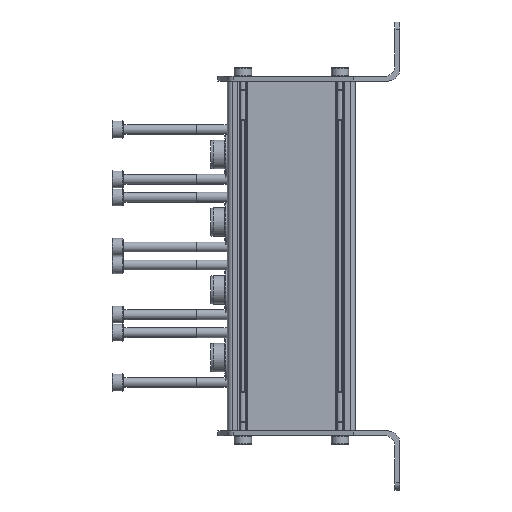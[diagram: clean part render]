
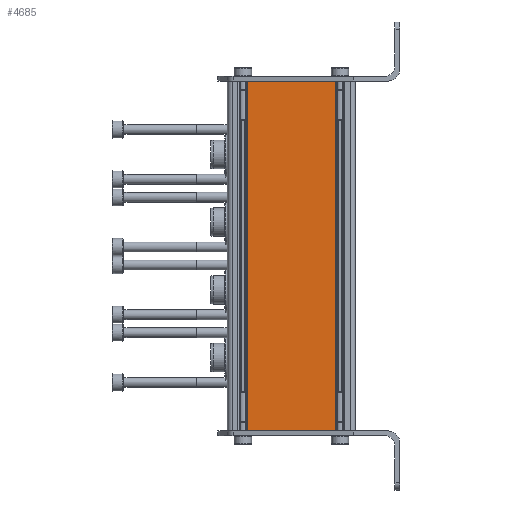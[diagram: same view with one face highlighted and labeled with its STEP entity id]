
A CAD part, left-side view. The second image highlights one B-rep face of the part: STEP entity #4685.
In plain terms, the highlighted planar face has unit normal (-1, 0, 0).
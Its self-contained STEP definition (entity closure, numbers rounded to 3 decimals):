
#310=LINE('',#7622,#640);
#311=LINE('',#7624,#641);
#312=LINE('',#7626,#642);
#313=LINE('',#7628,#643);
#640=VECTOR('',#6016,1000.);
#641=VECTOR('',#6019,1000.);
#642=VECTOR('',#6020,1000.);
#643=VECTOR('',#6021,1000.);
#874=PLANE('',#5133);
#1544=ORIENTED_EDGE('',*,*,#2759,.F.);
#1545=ORIENTED_EDGE('',*,*,#2758,.F.);
#1546=ORIENTED_EDGE('',*,*,#2760,.T.);
#1547=ORIENTED_EDGE('',*,*,#2761,.T.);
#2758=EDGE_CURVE('',#3333,#3332,#310,.T.);
#2759=EDGE_CURVE('',#3332,#3334,#311,.T.);
#2760=EDGE_CURVE('',#3333,#3335,#312,.T.);
#2761=EDGE_CURVE('',#3335,#3334,#313,.T.);
#3332=VERTEX_POINT('',#7619);
#3333=VERTEX_POINT('',#7621);
#3334=VERTEX_POINT('',#7625);
#3335=VERTEX_POINT('',#7627);
#3754=EDGE_LOOP('',(#1544,#1545,#1546,#1547));
#4166=FACE_BOUND('',#3754,.T.);
#4685=ADVANCED_FACE('',(#4166),#874,.T.);
#5133=AXIS2_PLACEMENT_3D('',#7623,#6017,#6018);
#6016=DIRECTION('',(0.,0.,1.));
#6017=DIRECTION('',(-1.,0.,0.));
#6018=DIRECTION('',(0.,0.,1.));
#6019=DIRECTION('',(0.,-1.,0.));
#6020=DIRECTION('',(0.,-1.,0.));
#6021=DIRECTION('',(0.,0.,1.));
#7619=CARTESIAN_POINT('',(-14.35,17.679,0.));
#7621=CARTESIAN_POINT('',(-14.35,17.679,-142.));
#7622=CARTESIAN_POINT('',(-14.35,17.679,-142.));
#7623=CARTESIAN_POINT('',(-14.35,17.679,-142.));
#7624=CARTESIAN_POINT('',(-14.35,17.679,0.));
#7625=CARTESIAN_POINT('',(-14.35,-17.679,0.));
#7626=CARTESIAN_POINT('',(-14.35,17.679,-142.));
#7627=CARTESIAN_POINT('',(-14.35,-17.679,-142.));
#7628=CARTESIAN_POINT('',(-14.35,-17.679,-142.));
